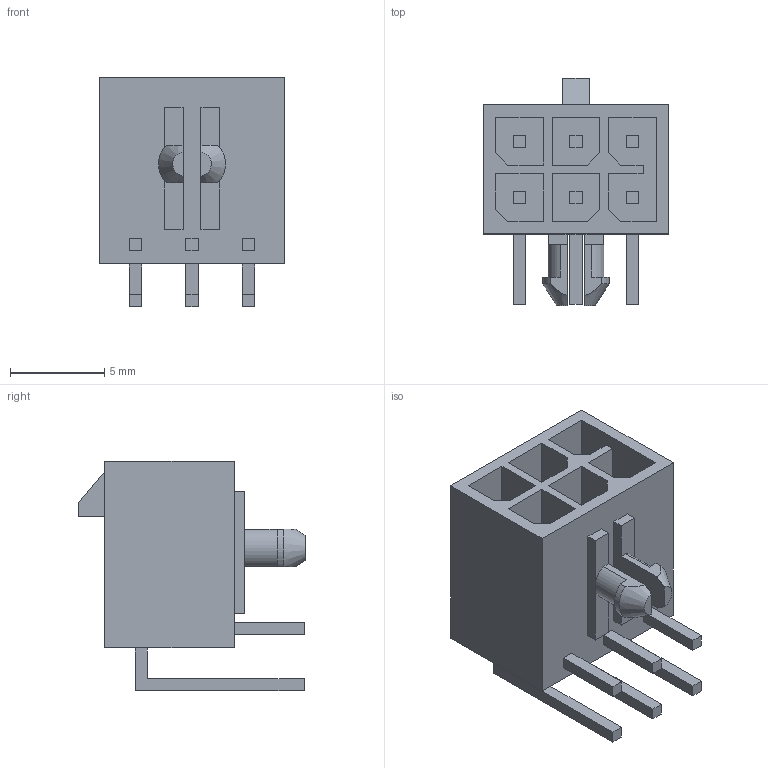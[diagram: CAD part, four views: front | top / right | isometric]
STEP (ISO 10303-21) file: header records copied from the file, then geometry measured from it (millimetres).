
FILE_DESCRIPTION((''),'2;1');
FILE_NAME('2125280601','2020-12-11T',('gga'),(''),'PRO/ENGINEER BY PARAMETRIC TECHNOLOGY CORPORATION, 2016010','PRO/ENGINEER BY PARAMETRIC TECHNOLOGY CORPORATION, 2016010','');
FILE_SCHEMA(('CONFIG_CONTROL_DESIGN'));
Length unit declared in the file: millimetre
Products named in the file (1): 2125280601
Bounding box: 9.85 x 12.05 x 12.18 mm (x, y, z)
Volume: 592.6 mm3; surface area: 824.5 mm2
Topology: 1 solids, 1 shells, 138 faces, 362 edges, 248 vertices
Faces by surface type: plane 132, cylinder 4, cone 2
Entity records: 4242 total; most frequent: CARTESIAN_POINT 781, ORIENTED_EDGE 692, DIRECTION 658, EDGE_CURVE 346, VECTOR 328, LINE 328, VERTEX_POINT 230, AXIS2_PLACEMENT_3D 165
